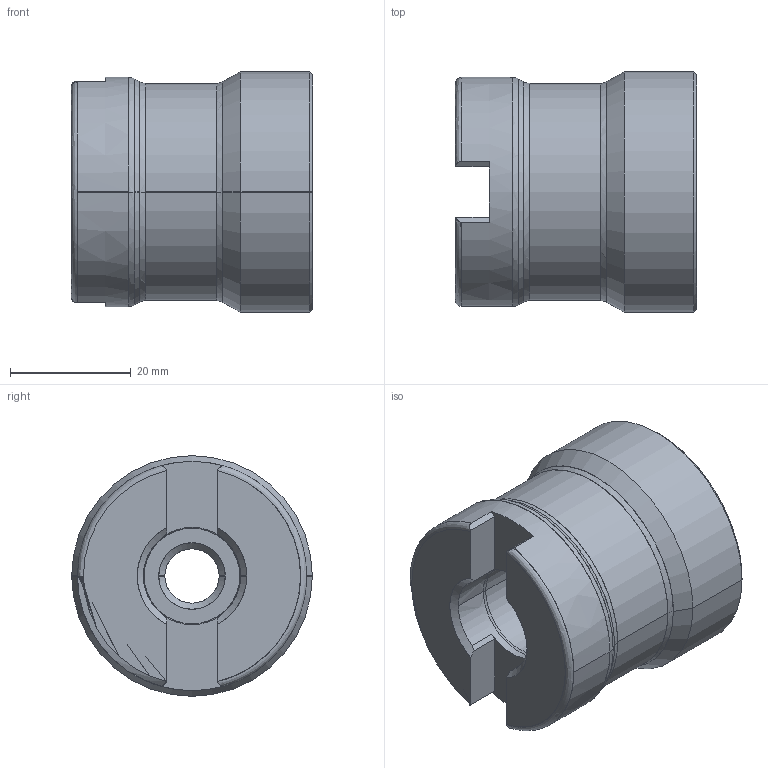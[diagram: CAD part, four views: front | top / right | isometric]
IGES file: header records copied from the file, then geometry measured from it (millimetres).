
Start section: SolidWorks IGES file using analytic representation for surfaces
Global section: file name: 90PP-040-85-3.IGS; native system: SolidWorks 2009; preprocessor: SolidWorks 2009; author: phk; date: 100112.110658; units: millimetre
Bounding box: 40 x 39.9 x 39.9 mm (x, y, z)
Surface area: 8800.9 mm2 (no closed solid volume)
Topology: 0 solids, 0 shells, 67 faces, 826 edges, 818 vertices
Faces by surface type: revolution 37, bspline 30
